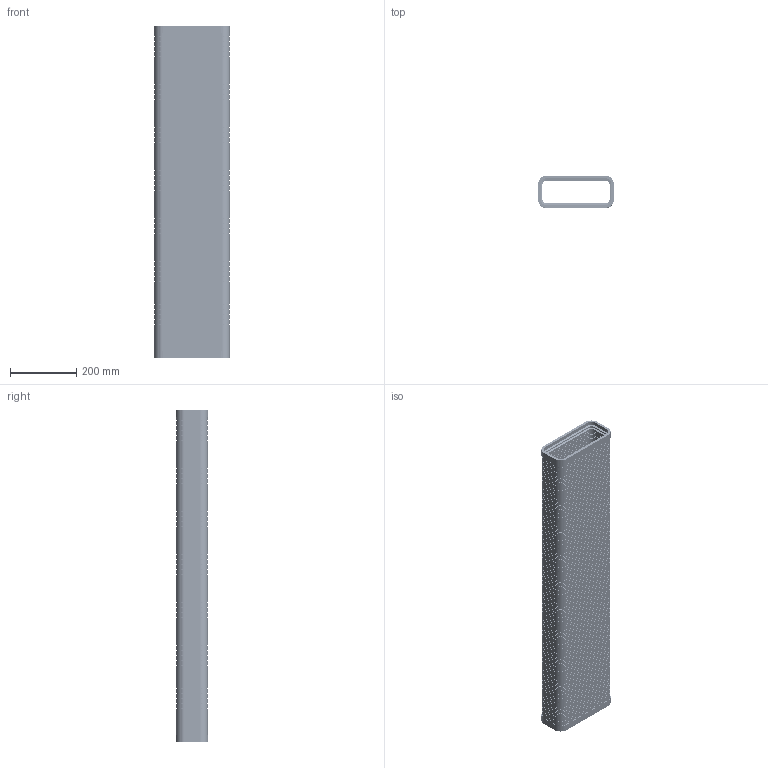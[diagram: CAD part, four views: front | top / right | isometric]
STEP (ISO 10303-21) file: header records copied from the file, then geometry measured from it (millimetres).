
FILE_DESCRIPTION(('STEP AP203'),'1');
FILE_NAME('V 4061002 SF-VRO flex 150 Flachkanalrohr 1000 mm.STP','2019-11-15T10:37:00',(' '),(' '),'Spatial InterOp 3D',' ',' ');
FILE_SCHEMA(('CONFIG_CONTROL_DESIGN'));
Length unit declared in the file: millimetre
Products named in the file (1): 1
Bounding box: 229 x 97 x 1003.4 mm (x, y, z)
Volume: 1608852.6 mm3; surface area: 1890107.4 mm2
Topology: 1 solids, 9 shells, 7434 faces, 19656 edges, 13026 vertices
Faces by surface type: plane 4194, cylinder 3208, cone 32
Entity records: 231176 total; most frequent: DIRECTION 40942, CARTESIAN_POINT 40117, ORIENTED_EDGE 39312, EDGE_CURVE 19656, AXIS2_PLACEMENT_3D 13851, LINE 13240, VECTOR 13240, VERTEX_POINT 13026
